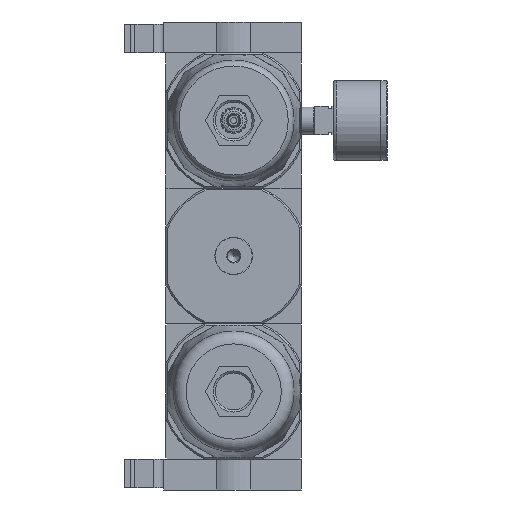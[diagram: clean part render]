
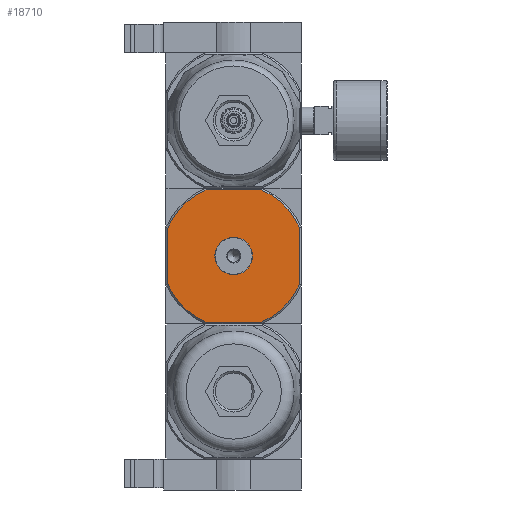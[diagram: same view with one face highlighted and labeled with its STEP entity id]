
A CAD part, front view. The second image highlights one B-rep face of the part: STEP entity #18710.
In plain terms, the highlighted planar face has unit normal (0, -1, 0).
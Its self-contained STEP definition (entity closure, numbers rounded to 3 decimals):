
#1718=CIRCLE('',#25801,6.579);
#1719=CIRCLE('',#25802,34.9);
#1720=CIRCLE('',#25803,34.9);
#1721=CIRCLE('',#25804,34.9);
#1722=CIRCLE('',#25805,34.9);
#5069=ORIENTED_EDGE('',*,*,#8951,.F.);
#5070=ORIENTED_EDGE('',*,*,#8952,.T.);
#5071=ORIENTED_EDGE('',*,*,#8953,.F.);
#5072=ORIENTED_EDGE('',*,*,#8947,.T.);
#5073=ORIENTED_EDGE('',*,*,#8954,.F.);
#5074=ORIENTED_EDGE('',*,*,#8955,.F.);
#5075=ORIENTED_EDGE('',*,*,#8956,.F.);
#5076=ORIENTED_EDGE('',*,*,#8957,.F.);
#5077=ORIENTED_EDGE('',*,*,#8958,.F.);
#8947=EDGE_CURVE('',#11173,#11174,#12681,.T.);
#8951=EDGE_CURVE('',#11177,#11177,#1718,.T.);
#8952=EDGE_CURVE('',#11178,#11179,#12683,.T.);
#8953=EDGE_CURVE('',#11173,#11179,#1719,.T.);
#8954=EDGE_CURVE('',#11180,#11174,#1720,.T.);
#8955=EDGE_CURVE('',#11181,#11180,#12684,.T.);
#8956=EDGE_CURVE('',#11182,#11181,#1721,.T.);
#8957=EDGE_CURVE('',#11183,#11182,#12685,.T.);
#8958=EDGE_CURVE('',#11178,#11183,#1722,.T.);
#11173=VERTEX_POINT('',#36275);
#11174=VERTEX_POINT('',#36276);
#11177=VERTEX_POINT('',#36290);
#11178=VERTEX_POINT('',#36292);
#11179=VERTEX_POINT('',#36293);
#11180=VERTEX_POINT('',#36296);
#11181=VERTEX_POINT('',#36298);
#11182=VERTEX_POINT('',#36300);
#11183=VERTEX_POINT('',#36302);
#12681=LINE('',#36274,#13935);
#12683=LINE('',#36291,#13937);
#12684=LINE('',#36297,#13938);
#12685=LINE('',#36301,#13939);
#13935=VECTOR('',#29895,1000.);
#13937=VECTOR('',#29901,1000.);
#13938=VECTOR('',#29906,1000.);
#13939=VECTOR('',#29909,1000.);
#15297=EDGE_LOOP('',(#5069));
#15298=EDGE_LOOP('',(#5070,#5071,#5072,#5073,#5074,#5075,#5076,#5077));
#16814=FACE_BOUND('',#15297,.T.);
#16815=FACE_BOUND('',#15298,.T.);
#17839=PLANE('',#25800);
#18710=ADVANCED_FACE('',(#16814,#16815),#17839,.F.);
#25800=AXIS2_PLACEMENT_3D('',#36288,#29897,#29898);
#25801=AXIS2_PLACEMENT_3D('',#36289,#29899,#29900);
#25802=AXIS2_PLACEMENT_3D('',#36294,#29902,#29903);
#25803=AXIS2_PLACEMENT_3D('',#36295,#29904,#29905);
#25804=AXIS2_PLACEMENT_3D('',#36299,#29907,#29908);
#25805=AXIS2_PLACEMENT_3D('',#36303,#29910,#29911);
#29895=DIRECTION('',(0.,0.,-1.));
#29897=DIRECTION('',(0.,1.,0.));
#29898=DIRECTION('',(0.,0.,1.));
#29899=DIRECTION('',(0.,-1.,0.));
#29900=DIRECTION('',(0.,0.,-1.));
#29901=DIRECTION('',(-1.,0.,0.));
#29902=DIRECTION('',(0.,1.,0.));
#29903=DIRECTION('',(-1.,0.,0.));
#29904=DIRECTION('',(0.,1.,0.));
#29905=DIRECTION('',(-1.,0.,0.));
#29906=DIRECTION('',(-1.,0.,0.));
#29907=DIRECTION('',(0.,1.,0.));
#29908=DIRECTION('',(-1.,0.,0.));
#29909=DIRECTION('',(0.,0.,-1.));
#29910=DIRECTION('',(0.,1.,0.));
#29911=DIRECTION('',(-1.,0.,0.));
#36274=CARTESIAN_POINT('',(-32.2,-33.,33.));
#36275=CARTESIAN_POINT('',(-32.2,-33.,13.46));
#36276=CARTESIAN_POINT('',(-32.2,-33.,-13.46));
#36288=CARTESIAN_POINT('',(-32.2,-33.,33.));
#36289=CARTESIAN_POINT('',(0.,-33.,0.));
#36290=CARTESIAN_POINT('',(0.,-33.,-6.579));
#36291=CARTESIAN_POINT('',(33.,-33.,32.2));
#36292=CARTESIAN_POINT('',(13.46,-33.,32.2));
#36293=CARTESIAN_POINT('',(-13.46,-33.,32.2));
#36294=CARTESIAN_POINT('',(0.,-33.,0.));
#36295=CARTESIAN_POINT('',(0.,-33.,0.));
#36296=CARTESIAN_POINT('',(-13.46,-33.,-32.2));
#36297=CARTESIAN_POINT('',(33.,-33.,-32.2));
#36298=CARTESIAN_POINT('',(13.46,-33.,-32.2));
#36299=CARTESIAN_POINT('',(0.,-33.,0.));
#36300=CARTESIAN_POINT('',(32.2,-33.,-13.46));
#36301=CARTESIAN_POINT('',(32.2,-33.,33.));
#36302=CARTESIAN_POINT('',(32.2,-33.,13.46));
#36303=CARTESIAN_POINT('',(0.,-33.,0.));
